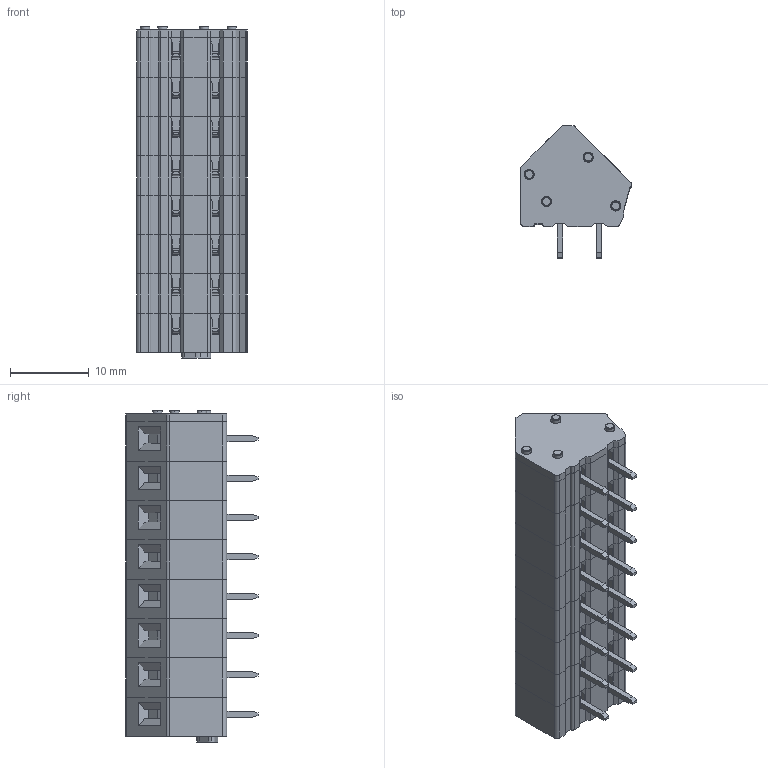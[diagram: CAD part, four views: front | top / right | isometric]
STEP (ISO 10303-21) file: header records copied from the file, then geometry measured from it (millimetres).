
FILE_DESCRIPTION (( 'STEP AP214' ), '1' );
FILE_NAME ('CUI_DEVICES_TBL007A-500-08GY.step', '2019-11-17T16:52:54', ( '' ), ( '' ), 'SwSTEP 2.0', 'SolidWorks 2019', '' );
FILE_SCHEMA (( 'AUTOMOTIVE_DESIGN' ));
Length unit declared in the file: millimetre
Products named in the file (1): CUI_DEVICES_TBL007A-500-08GY
Bounding box: 14.1 x 16.8 x 42.2 mm (x, y, z)
Volume: 4659.6 mm3; surface area: 5932.1 mm2
Topology: 9 solids, 9 shells, 1366 faces, 3758 edges, 2494 vertices
Faces by surface type: plane 754, cylinder 452, cone 160
Entity records: 45294 total; most frequent: DIRECTION 7674, CARTESIAN_POINT 7643, ORIENTED_EDGE 7500, EDGE_CURVE 3750, AXIS2_PLACEMENT_3D 2565, VECTOR 2544, LINE 2544, VERTEX_POINT 2494
